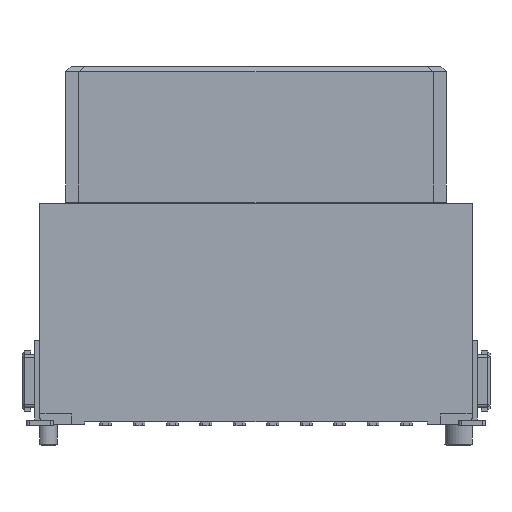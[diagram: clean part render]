
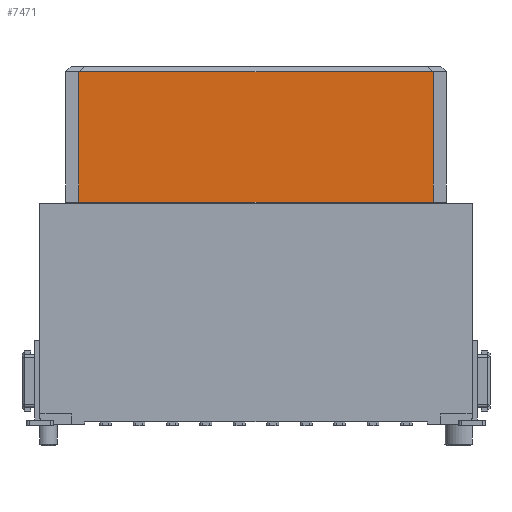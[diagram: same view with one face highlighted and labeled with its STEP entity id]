
A CAD part, front view. The second image highlights one B-rep face of the part: STEP entity #7471.
In plain terms, the highlighted planar face has unit normal (0, -1, 0).
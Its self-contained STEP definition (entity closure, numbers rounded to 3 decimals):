
#6316 = CYLINDRICAL_SURFACE('',#6317,0.05);
#6317 = AXIS2_PLACEMENT_3D('',#6318,#6319,#6320);
#6318 = CARTESIAN_POINT('',(-29.615,-1.575,8.45));
#6319 = DIRECTION('',(1.,0.,0.));
#6320 = DIRECTION('',(0.,0.,-1.));
#6712 = PLANE('',#6713);
#6713 = AXIS2_PLACEMENT_3D('',#6714,#6715,#6716);
#6714 = CARTESIAN_POINT('',(-6.725,-1.525,13.6));
#6715 = DIRECTION('',(1.,0.,0.));
#6716 = DIRECTION('',(-0.,1.,0.));
#7202 = PLANE('',#7203);
#7203 = AXIS2_PLACEMENT_3D('',#7204,#7205,#7206);
#7204 = CARTESIAN_POINT('',(6.725,-0.025,13.6));
#7205 = DIRECTION('',(-1.,0.,0.));
#7206 = DIRECTION('',(0.,-1.,0.));
#7320 = VERTEX_POINT('',#7321);
#7321 = CARTESIAN_POINT('',(6.725,-1.525,8.45));
#7417 = EDGE_CURVE('',#7418,#7320,#7420,.T.);
#7418 = VERTEX_POINT('',#7419);
#7419 = CARTESIAN_POINT('',(6.725,-1.525,13.4));
#7420 = SURFACE_CURVE('',#7421,(#7425,#7432),.PCURVE_S1.);
#7421 = LINE('',#7422,#7423);
#7422 = CARTESIAN_POINT('',(6.725,-1.525,13.4));
#7423 = VECTOR('',#7424,1.);
#7424 = DIRECTION('',(0.,0.,-1.));
#7425 = PCURVE('',#7202,#7426);
#7426 = DEFINITIONAL_REPRESENTATION('',(#7427),#7431);
#7427 = LINE('',#7428,#7429);
#7428 = CARTESIAN_POINT('',(1.5,-0.2));
#7429 = VECTOR('',#7430,1.);
#7430 = DIRECTION('',(0.,-1.));
#7431 = ( GEOMETRIC_REPRESENTATION_CONTEXT(2) 
PARAMETRIC_REPRESENTATION_CONTEXT() REPRESENTATION_CONTEXT('2D SPACE',''
  ) );
#7432 = PCURVE('',#7433,#7438);
#7433 = PLANE('',#7434);
#7434 = AXIS2_PLACEMENT_3D('',#7435,#7436,#7437);
#7435 = CARTESIAN_POINT('',(6.725,-1.525,13.6));
#7436 = DIRECTION('',(0.,1.,0.));
#7437 = DIRECTION('',(-1.,0.,0.));
#7438 = DEFINITIONAL_REPRESENTATION('',(#7439),#7443);
#7439 = LINE('',#7440,#7441);
#7440 = CARTESIAN_POINT('',(0.,-0.2));
#7441 = VECTOR('',#7442,1.);
#7442 = DIRECTION('',(0.,-1.));
#7443 = ( GEOMETRIC_REPRESENTATION_CONTEXT(2) 
PARAMETRIC_REPRESENTATION_CONTEXT() REPRESENTATION_CONTEXT('2D SPACE',''
  ) );
#7471 = ADVANCED_FACE('',(#7472),#7433,.F.);
#7472 = FACE_BOUND('',#7473,.F.);
#7473 = EDGE_LOOP('',(#7474,#7497,#7520,#7546));
#7474 = ORIENTED_EDGE('',*,*,#7475,.F.);
#7475 = EDGE_CURVE('',#7476,#7320,#7478,.T.);
#7476 = VERTEX_POINT('',#7477);
#7477 = CARTESIAN_POINT('',(-6.725,-1.525,8.45));
#7478 = SURFACE_CURVE('',#7479,(#7483,#7490),.PCURVE_S1.);
#7479 = LINE('',#7480,#7481);
#7480 = CARTESIAN_POINT('',(-6.725,-1.525,8.45));
#7481 = VECTOR('',#7482,1.);
#7482 = DIRECTION('',(1.,0.,0.));
#7483 = PCURVE('',#7433,#7484);
#7484 = DEFINITIONAL_REPRESENTATION('',(#7485),#7489);
#7485 = LINE('',#7486,#7487);
#7486 = CARTESIAN_POINT('',(13.45,-5.15));
#7487 = VECTOR('',#7488,1.);
#7488 = DIRECTION('',(-1.,0.));
#7489 = ( GEOMETRIC_REPRESENTATION_CONTEXT(2) 
PARAMETRIC_REPRESENTATION_CONTEXT() REPRESENTATION_CONTEXT('2D SPACE',''
  ) );
#7490 = PCURVE('',#6316,#7491);
#7491 = DEFINITIONAL_REPRESENTATION('',(#7492),#7496);
#7492 = LINE('',#7493,#7494);
#7493 = CARTESIAN_POINT('',(1.571,22.89));
#7494 = VECTOR('',#7495,1.);
#7495 = DIRECTION('',(0.,1.));
#7496 = ( GEOMETRIC_REPRESENTATION_CONTEXT(2) 
PARAMETRIC_REPRESENTATION_CONTEXT() REPRESENTATION_CONTEXT('2D SPACE',''
  ) );
#7497 = ORIENTED_EDGE('',*,*,#7498,.F.);
#7498 = EDGE_CURVE('',#7499,#7476,#7501,.T.);
#7499 = VERTEX_POINT('',#7500);
#7500 = CARTESIAN_POINT('',(-6.725,-1.525,13.4));
#7501 = SURFACE_CURVE('',#7502,(#7506,#7513),.PCURVE_S1.);
#7502 = LINE('',#7503,#7504);
#7503 = CARTESIAN_POINT('',(-6.725,-1.525,13.4));
#7504 = VECTOR('',#7505,1.);
#7505 = DIRECTION('',(0.,0.,-1.));
#7506 = PCURVE('',#7433,#7507);
#7507 = DEFINITIONAL_REPRESENTATION('',(#7508),#7512);
#7508 = LINE('',#7509,#7510);
#7509 = CARTESIAN_POINT('',(13.45,-0.2));
#7510 = VECTOR('',#7511,1.);
#7511 = DIRECTION('',(0.,-1.));
#7512 = ( GEOMETRIC_REPRESENTATION_CONTEXT(2) 
PARAMETRIC_REPRESENTATION_CONTEXT() REPRESENTATION_CONTEXT('2D SPACE',''
  ) );
#7513 = PCURVE('',#6712,#7514);
#7514 = DEFINITIONAL_REPRESENTATION('',(#7515),#7519);
#7515 = LINE('',#7516,#7517);
#7516 = CARTESIAN_POINT('',(0.,-0.2));
#7517 = VECTOR('',#7518,1.);
#7518 = DIRECTION('',(0.,-1.));
#7519 = ( GEOMETRIC_REPRESENTATION_CONTEXT(2) 
PARAMETRIC_REPRESENTATION_CONTEXT() REPRESENTATION_CONTEXT('2D SPACE',''
  ) );
#7520 = ORIENTED_EDGE('',*,*,#7521,.T.);
#7521 = EDGE_CURVE('',#7499,#7418,#7522,.T.);
#7522 = SURFACE_CURVE('',#7523,(#7527,#7534),.PCURVE_S1.);
#7523 = LINE('',#7524,#7525);
#7524 = CARTESIAN_POINT('',(-6.725,-1.525,13.4));
#7525 = VECTOR('',#7526,1.);
#7526 = DIRECTION('',(1.,0.,0.));
#7527 = PCURVE('',#7433,#7528);
#7528 = DEFINITIONAL_REPRESENTATION('',(#7529),#7533);
#7529 = LINE('',#7530,#7531);
#7530 = CARTESIAN_POINT('',(13.45,-0.2));
#7531 = VECTOR('',#7532,1.);
#7532 = DIRECTION('',(-1.,0.));
#7533 = ( GEOMETRIC_REPRESENTATION_CONTEXT(2) 
PARAMETRIC_REPRESENTATION_CONTEXT() REPRESENTATION_CONTEXT('2D SPACE',''
  ) );
#7534 = PCURVE('',#7535,#7540);
#7535 = PLANE('',#7536);
#7536 = AXIS2_PLACEMENT_3D('',#7537,#7538,#7539);
#7537 = CARTESIAN_POINT('',(0.,-1.425,13.5));
#7538 = DIRECTION('',(0.,-0.707,0.707));
#7539 = DIRECTION('',(0.,-0.707,-0.707));
#7540 = DEFINITIONAL_REPRESENTATION('',(#7541),#7545);
#7541 = LINE('',#7542,#7543);
#7542 = CARTESIAN_POINT('',(0.141,-6.725));
#7543 = VECTOR('',#7544,1.);
#7544 = DIRECTION('',(0.,1.));
#7545 = ( GEOMETRIC_REPRESENTATION_CONTEXT(2) 
PARAMETRIC_REPRESENTATION_CONTEXT() REPRESENTATION_CONTEXT('2D SPACE',''
  ) );
#7546 = ORIENTED_EDGE('',*,*,#7417,.T.);
